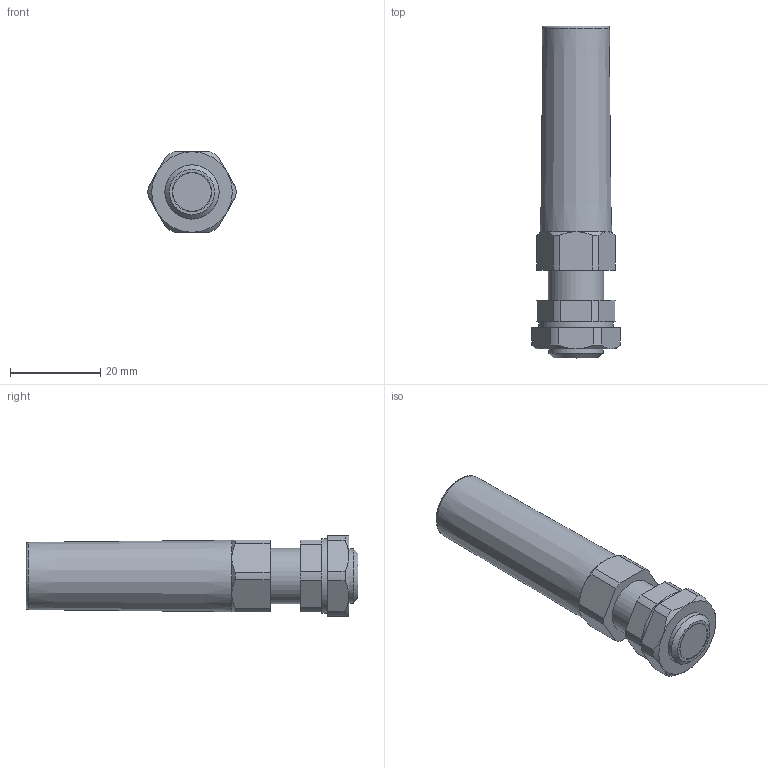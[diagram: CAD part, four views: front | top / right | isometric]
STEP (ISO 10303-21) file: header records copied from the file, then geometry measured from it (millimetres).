
FILE_DESCRIPTION(/* description */ (''),/* implementation_level */ '2;1');
FILE_NAME(/* name */ '',/* time_stamp */ '2024-10-09T14:10:01+07:00',/* author */ ('zeta-09'),/* organization */ (''),/* preprocessor_version */ 'ST-DEVELOPER v19.2',/* originating_system */ 'Autodesk Inventor 2024',/* authorisation */ '');
FILE_SCHEMA (('AUTOMOTIVE_DESIGN { 1 0 10303 214 3 1 1 }'));
Length unit declared in the file: millimetre
Products named in the file (1): Деталь2
Bounding box: 19.49 x 73.42 x 17.8 mm (x, y, z)
Volume: 13741.9 mm3; surface area: 4254.7 mm2
Topology: 1 solids, 1 shells, 76 faces, 179 edges, 111 vertices
Faces by surface type: plane 38, cylinder 21, cone 14, torus 3
Full cylindrical faces by diameter (mm): 12 x1, 12.2 x1, 16.5 x1
Entity records: 2292 total; most frequent: CARTESIAN_POINT 415, DIRECTION 387, ORIENTED_EDGE 358, EDGE_CURVE 179, AXIS2_PLACEMENT_3D 155, VERTEX_POINT 111, EDGE_LOOP 82, CIRCLE 78
